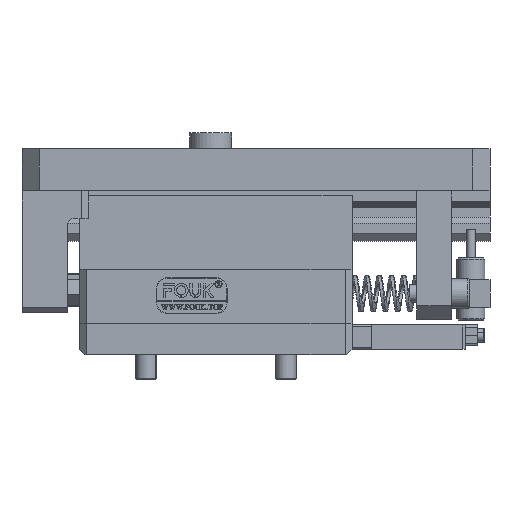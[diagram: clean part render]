
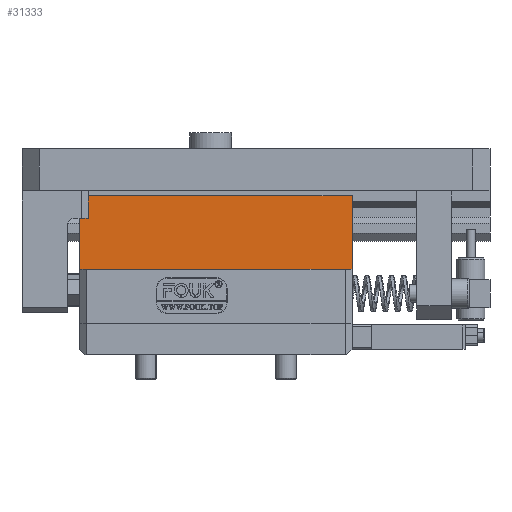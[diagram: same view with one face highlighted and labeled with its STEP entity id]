
A CAD part, front view. The second image highlights one B-rep face of the part: STEP entity #31333.
In plain terms, the highlighted face is planar.
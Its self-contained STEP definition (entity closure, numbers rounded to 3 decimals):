
#199 = EDGE_CURVE ( 'NONE', #10160, #2847, #12501, .T. ) ;
#1458 = EDGE_CURVE ( 'NONE', #31826, #22629, #26309, .T. ) ;
#1753 = ORIENTED_EDGE ( 'NONE', *, *, #6254, .T. ) ;
#2847 = VERTEX_POINT ( 'NONE', #34160 ) ;
#3133 = VERTEX_POINT ( 'NONE', #11777 ) ;
#3250 = ORIENTED_EDGE ( 'NONE', *, *, #25402, .F. ) ;
#3752 = VECTOR ( 'NONE', #27228, 1000. ) ;
#3945 = DIRECTION ( 'NONE',  ( 0., -1., 0. ) ) ;
#4516 = DIRECTION ( 'NONE',  ( 1., 0., 0. ) ) ;
#4715 = CARTESIAN_POINT ( 'NONE',  ( -22., 10.5, -39. ) ) ;
#5112 = CARTESIAN_POINT ( 'NONE',  ( -22., 11.5, 39. ) ) ;
#5420 = ORIENTED_EDGE ( 'NONE', *, *, #1458, .F. ) ;
#5568 = EDGE_CURVE ( 'NONE', #10160, #3133, #35771, .T. ) ;
#5824 = DIRECTION ( 'NONE',  ( 0., -1., 0. ) ) ;
#6254 = EDGE_CURVE ( 'NONE', #14912, #3133, #32058, .T. ) ;
#6517 = CARTESIAN_POINT ( 'NONE',  ( -22., 11.5, 39. ) ) ;
#6934 = VERTEX_POINT ( 'NONE', #19934 ) ;
#7626 = CARTESIAN_POINT ( 'NONE',  ( -22., 10.5, 39. ) ) ;
#8365 = ORIENTED_EDGE ( 'NONE', *, *, #199, .T. ) ;
#9157 = VERTEX_POINT ( 'NONE', #17519 ) ;
#9628 = CARTESIAN_POINT ( 'NONE',  ( -22., 11.5, 25.5 ) ) ;
#9958 = DIRECTION ( 'NONE',  ( 0., 1., 0. ) ) ;
#10160 = VERTEX_POINT ( 'NONE', #4715 ) ;
#10671 = LINE ( 'NONE', #5112, #27781 ) ;
#10968 = DIRECTION ( 'NONE',  ( 0., 0., 1. ) ) ;
#11258 = DIRECTION ( 'NONE',  ( 0., 0., -1. ) ) ;
#11659 = LINE ( 'NONE', #6517, #3752 ) ;
#11777 = CARTESIAN_POINT ( 'NONE',  ( -22., 10.5, -25.5 ) ) ;
#12501 = LINE ( 'NONE', #24431, #13895 ) ;
#13895 = VECTOR ( 'NONE', #3945, 1000. ) ;
#14912 = VERTEX_POINT ( 'NONE', #35765 ) ;
#17134 = EDGE_CURVE ( 'NONE', #9157, #31826, #24973, .T. ) ;
#17519 = CARTESIAN_POINT ( 'NONE',  ( -22., 11.5, 25.5 ) ) ;
#17923 = EDGE_LOOP ( 'NONE', ( #26257, #37070, #1753, #22425, #8365, #3250, #28876, #5420 ) ) ;
#18476 = VECTOR ( 'NONE', #37272, 1000. ) ;
#19934 = CARTESIAN_POINT ( 'NONE',  ( -22., -13., 39. ) ) ;
#21242 = VECTOR ( 'NONE', #11258, 1000. ) ;
#22425 = ORIENTED_EDGE ( 'NONE', *, *, #5568, .F. ) ;
#22615 = CARTESIAN_POINT ( 'NONE',  ( -22., 10.5, 39. ) ) ;
#22629 = VERTEX_POINT ( 'NONE', #7626 ) ;
#23321 = CARTESIAN_POINT ( 'NONE',  ( -22., 11.5, -25.5 ) ) ;
#24431 = CARTESIAN_POINT ( 'NONE',  ( -22., 11.5, -39. ) ) ;
#24777 = DIRECTION ( 'NONE',  ( 0., -1., 0. ) ) ;
#24973 = LINE ( 'NONE', #9628, #31812 ) ;
#25190 = VECTOR ( 'NONE', #10968, 1000. ) ;
#25246 = PLANE ( 'NONE',  #36295 ) ;
#25402 = EDGE_CURVE ( 'NONE', #6934, #2847, #35061, .T. ) ;
#25533 = FACE_OUTER_BOUND ( 'NONE', #17923, .T. ) ;
#26257 = ORIENTED_EDGE ( 'NONE', *, *, #17134, .F. ) ;
#26309 = LINE ( 'NONE', #31713, #18476 ) ;
#27228 = DIRECTION ( 'NONE',  ( 0., -1., 0. ) ) ;
#27781 = VECTOR ( 'NONE', #37300, 1000. ) ;
#28088 = CARTESIAN_POINT ( 'NONE',  ( -22., 11.5, 39. ) ) ;
#28876 = ORIENTED_EDGE ( 'NONE', *, *, #30507, .F. ) ;
#29314 = VECTOR ( 'NONE', #5824, 1000. ) ;
#30507 = EDGE_CURVE ( 'NONE', #22629, #6934, #11659, .T. ) ;
#31333 = ADVANCED_FACE ( 'NONE', ( #25533 ), #25246, .F. ) ;
#31713 = CARTESIAN_POINT ( 'NONE',  ( -22., 10.5, 39. ) ) ;
#31779 = CARTESIAN_POINT ( 'NONE',  ( -22., -13., 39. ) ) ;
#31812 = VECTOR ( 'NONE', #24777, 1000. ) ;
#31826 = VERTEX_POINT ( 'NONE', #36139 ) ;
#31969 = EDGE_CURVE ( 'NONE', #9157, #14912, #10671, .T. ) ;
#32058 = LINE ( 'NONE', #23321, #29314 ) ;
#34160 = CARTESIAN_POINT ( 'NONE',  ( -22., -13., -39. ) ) ;
#35061 = LINE ( 'NONE', #31779, #21242 ) ;
#35765 = CARTESIAN_POINT ( 'NONE',  ( -22., 11.5, -25.5 ) ) ;
#35771 = LINE ( 'NONE', #22615, #25190 ) ;
#36139 = CARTESIAN_POINT ( 'NONE',  ( -22., 10.5, 25.5 ) ) ;
#36295 = AXIS2_PLACEMENT_3D ( 'NONE', #28088, #4516, #9958 ) ;
#37070 = ORIENTED_EDGE ( 'NONE', *, *, #31969, .T. ) ;
#37272 = DIRECTION ( 'NONE',  ( 0., 0., 1. ) ) ;
#37300 = DIRECTION ( 'NONE',  ( 0., 0., -1. ) ) ;
